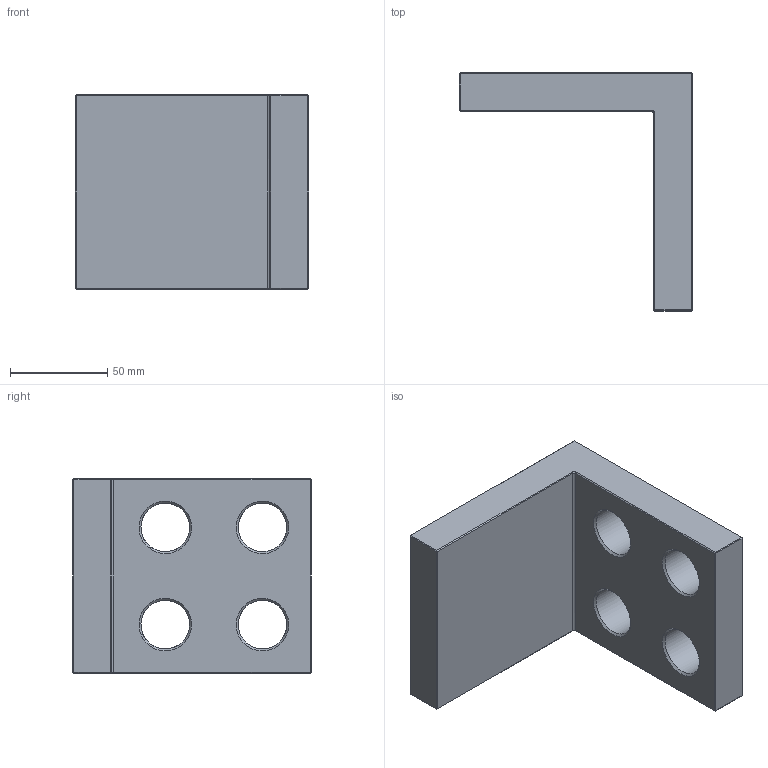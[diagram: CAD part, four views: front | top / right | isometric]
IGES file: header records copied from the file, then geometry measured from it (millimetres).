
Global section: file name: SZ1403N_A; native system: Autodesk Inventor 2015; preprocessor: unknown; author: C.Hanke; date: 20151119.101728; units: millimetre
Bounding box: 120 x 122.5 x 100 mm (x, y, z)
Volume: 405237.7 mm3; surface area: 58929.1 mm2
Topology: 1 solids, 1 shells, 50 faces, 106 edges, 58 vertices
Faces by surface type: bspline 50
